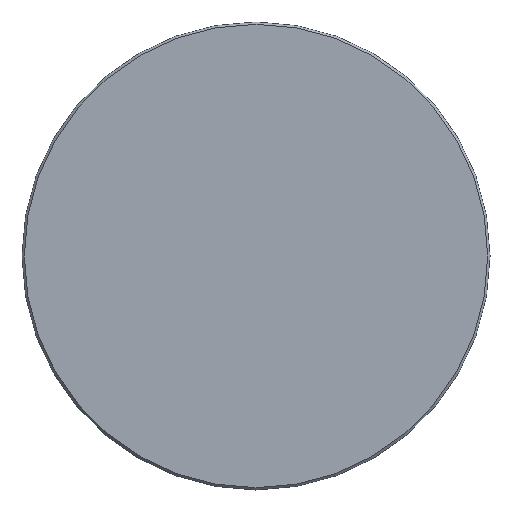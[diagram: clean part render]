
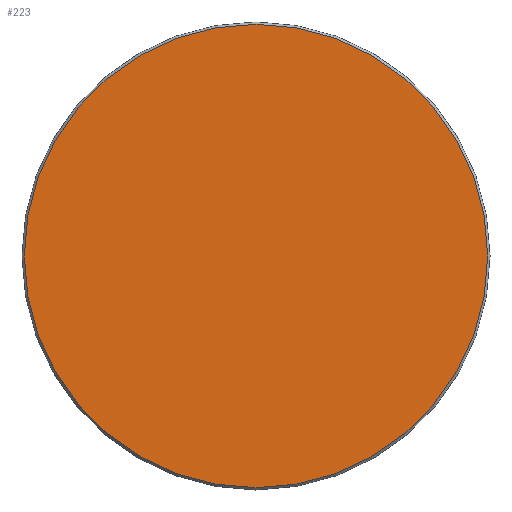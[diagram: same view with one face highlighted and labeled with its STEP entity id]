
A CAD part, left-side view. The second image highlights one B-rep face of the part: STEP entity #223.
In plain terms, the highlighted planar face has unit normal (-1, 0, 0).
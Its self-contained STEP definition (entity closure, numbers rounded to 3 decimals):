
#3 = AXIS2_PLACEMENT_3D ( 'NONE', #142, #93, #260 ) ;
#21 = CIRCLE ( 'NONE', #3, 25.15 ) ;
#22 = DIRECTION ( 'NONE',  ( -1., 0., 0. ) ) ;
#23 = VERTEX_POINT ( 'NONE', #129 ) ;
#33 = EDGE_CURVE ( 'NONE', #120, #23, #21, .T. ) ;
#42 = EDGE_CURVE ( 'NONE', #23, #120, #87, .T. ) ;
#58 = CARTESIAN_POINT ( 'NONE',  ( -1.95, 0., 25.15 ) ) ;
#70 = EDGE_LOOP ( 'NONE', ( #243, #267 ) ) ;
#87 = CIRCLE ( 'NONE', #126, 25.15 ) ;
#93 = DIRECTION ( 'NONE',  ( -1., 0., 0. ) ) ;
#103 = DIRECTION ( 'NONE',  ( 0., 0., -1. ) ) ;
#113 = DIRECTION ( 'NONE',  ( 0., 0., -1. ) ) ;
#120 = VERTEX_POINT ( 'NONE', #58 ) ;
#126 = AXIS2_PLACEMENT_3D ( 'NONE', #175, #22, #113 ) ;
#128 = AXIS2_PLACEMENT_3D ( 'NONE', #138, #264, #103 ) ;
#129 = CARTESIAN_POINT ( 'NONE',  ( -1.95, 0., -25.15 ) ) ;
#136 = FACE_OUTER_BOUND ( 'NONE', #70, .T. ) ;
#138 = CARTESIAN_POINT ( 'NONE',  ( -1.95, 0., 0. ) ) ;
#142 = CARTESIAN_POINT ( 'NONE',  ( -1.95, 0., 0. ) ) ;
#164 = PLANE ( 'NONE',  #128 ) ;
#175 = CARTESIAN_POINT ( 'NONE',  ( -1.95, 0., 0. ) ) ;
#223 = ADVANCED_FACE ( 'NONE', ( #136 ), #164, .F. ) ;
#243 = ORIENTED_EDGE ( 'NONE', *, *, #42, .T. ) ;
#260 = DIRECTION ( 'NONE',  ( 0., 0., -1. ) ) ;
#264 = DIRECTION ( 'NONE',  ( 1., 0., 0. ) ) ;
#267 = ORIENTED_EDGE ( 'NONE', *, *, #33, .T. ) ;
